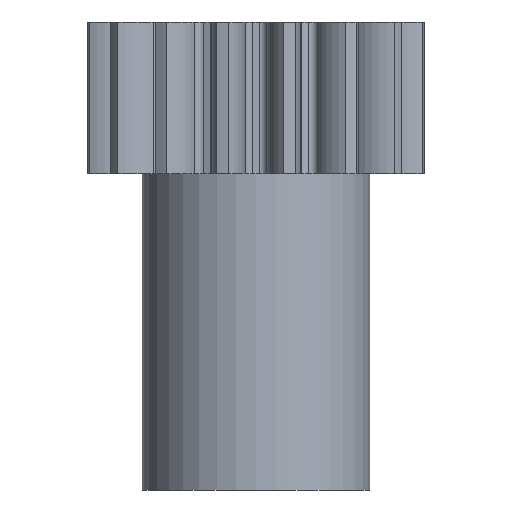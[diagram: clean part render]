
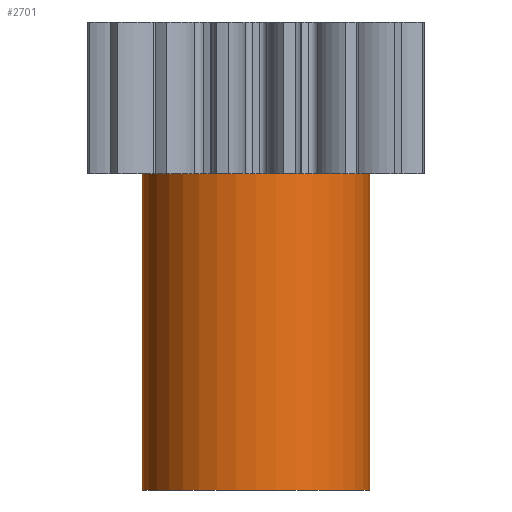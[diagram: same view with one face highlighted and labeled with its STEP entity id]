
A CAD part, front view. The second image highlights one B-rep face of the part: STEP entity #2701.
In plain terms, the highlighted cylindrical face has radius 9 mm (diameter 18 mm), a partial arc.
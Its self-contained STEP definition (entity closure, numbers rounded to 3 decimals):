
#421 = CARTESIAN_POINT ( 'NONE',  ( -9., 0., -25. ) ) ;
#776 = DIRECTION ( 'NONE',  ( 1., 0., 0. ) ) ;
#777 = DIRECTION ( 'NONE',  ( 0., 0., 1. ) ) ;
#778 = CARTESIAN_POINT ( 'NONE',  ( 0., 0., 0. ) ) ;
#779 = AXIS2_PLACEMENT_3D ( 'NONE', #778, #777, #776 ) ;
#780 = CIRCLE ( 'NONE', #779, 9. ) ;
#1300 = CYLINDRICAL_SURFACE ( 'NONE', #1306, 9. ) ;
#1303 = DIRECTION ( 'NONE',  ( 1., 0., 0. ) ) ;
#1304 = DIRECTION ( 'NONE',  ( 0., 0., 1. ) ) ;
#1306 = AXIS2_PLACEMENT_3D ( 'NONE', #1324, #1304, #1303 ) ;
#1309 = FACE_OUTER_BOUND ( 'NONE', #2700, .T. ) ;
#1324 = CARTESIAN_POINT ( 'NONE',  ( 0., 0., -25. ) ) ;
#1899 = DIRECTION ( 'NONE',  ( 0., 0., 1. ) ) ;
#1900 = CARTESIAN_POINT ( 'NONE',  ( 0., 0., -25. ) ) ;
#1908 = CIRCLE ( 'NONE', #1912, 9. ) ;
#1912 = AXIS2_PLACEMENT_3D ( 'NONE', #1900, #1899, #1965 ) ;
#1965 = DIRECTION ( 'NONE',  ( 1., 0., 0. ) ) ;
#2029 = EDGE_CURVE ( 'NONE', #2060, #2068, #3566, .T. ) ;
#2060 = VERTEX_POINT ( 'NONE', #3638 ) ;
#2065 = EDGE_CURVE ( 'NONE', #2643, #2066, #3665, .T. ) ;
#2066 = VERTEX_POINT ( 'NONE', #3664 ) ;
#2068 = VERTEX_POINT ( 'NONE', #3657 ) ;
#2458 = EDGE_CURVE ( 'NONE', #2066, #2068, #780, .T. ) ;
#2643 = VERTEX_POINT ( 'NONE', #421 ) ;
#2680 = ORIENTED_EDGE ( 'NONE', *, *, #3763, .T. ) ;
#2681 = ORIENTED_EDGE ( 'NONE', *, *, #2065, .F. ) ;
#2700 = EDGE_LOOP ( 'NONE', ( #2681, #2680, #3761, #3762 ) ) ;
#2701 = ADVANCED_FACE ( 'NONE', ( #1309 ), #1300, .T. ) ;
#3566 = LINE ( 'NONE', #3667, #3585 ) ;
#3585 = VECTOR ( 'NONE', #3666, 1000. ) ;
#3638 = CARTESIAN_POINT ( 'NONE',  ( 9., 0., -25. ) ) ;
#3657 = CARTESIAN_POINT ( 'NONE',  ( 9., 0., 0. ) ) ;
#3661 = DIRECTION ( 'NONE',  ( 0., 0., 1. ) ) ;
#3662 = VECTOR ( 'NONE', #3661, 1000. ) ;
#3663 = CARTESIAN_POINT ( 'NONE',  ( -9., 0., -25. ) ) ;
#3664 = CARTESIAN_POINT ( 'NONE',  ( -9., 0., 0. ) ) ;
#3665 = LINE ( 'NONE', #3663, #3662 ) ;
#3666 = DIRECTION ( 'NONE',  ( 0., 0., 1. ) ) ;
#3667 = CARTESIAN_POINT ( 'NONE',  ( 9., 0., -25. ) ) ;
#3761 = ORIENTED_EDGE ( 'NONE', *, *, #2029, .T. ) ;
#3762 = ORIENTED_EDGE ( 'NONE', *, *, #2458, .F. ) ;
#3763 = EDGE_CURVE ( 'NONE', #2643, #2060, #1908, .T. ) ;
